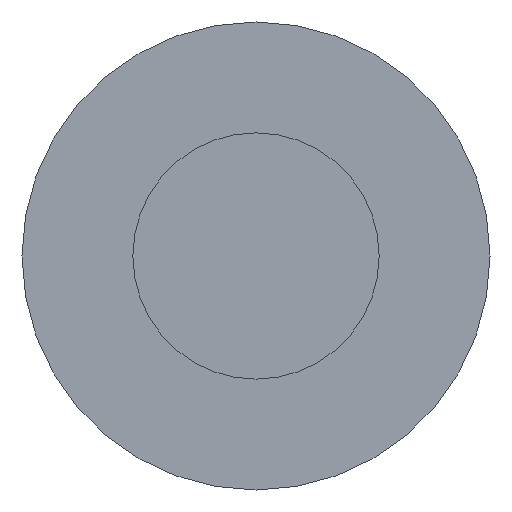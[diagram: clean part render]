
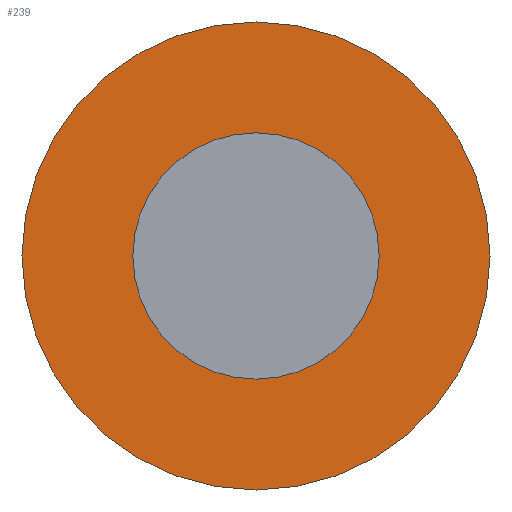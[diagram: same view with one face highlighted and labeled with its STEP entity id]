
A CAD part, front view. The second image highlights one B-rep face of the part: STEP entity #239.
In plain terms, the highlighted planar face has unit normal (0, -1, 0).
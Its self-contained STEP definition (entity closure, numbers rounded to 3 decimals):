
#18 = EDGE_LOOP ( 'NONE', ( #267 ) ) ;
#55 = FACE_OUTER_BOUND ( 'NONE', #18, .T. ) ;
#78 = FACE_BOUND ( 'NONE', #408, .T. ) ;
#82 = CIRCLE ( 'NONE', #176, 1.5 ) ;
#83 = CIRCLE ( 'NONE', #184, 2.85 ) ;
#99 = DIRECTION ( 'NONE',  ( 0., 0., -1. ) ) ;
#107 = PLANE ( 'NONE',  #118 ) ;
#112 = CARTESIAN_POINT ( 'NONE',  ( 0., 0., 0. ) ) ;
#113 = VERTEX_POINT ( 'NONE', #248 ) ;
#118 = AXIS2_PLACEMENT_3D ( 'NONE', #112, #172, #99 ) ;
#119 = DIRECTION ( 'NONE',  ( 0., -1., 0. ) ) ;
#123 = EDGE_CURVE ( 'NONE', #113, #113, #83, .T. ) ;
#130 = EDGE_CURVE ( 'NONE', #192, #192, #82, .T. ) ;
#172 = DIRECTION ( 'NONE',  ( 0., -1., 0. ) ) ;
#176 = AXIS2_PLACEMENT_3D ( 'NONE', #253, #119, #293 ) ;
#184 = AXIS2_PLACEMENT_3D ( 'NONE', #350, #290, #308 ) ;
#192 = VERTEX_POINT ( 'NONE', #246 ) ;
#239 = ADVANCED_FACE ( 'NONE', ( #78, #55 ), #107, .T. ) ;
#246 = CARTESIAN_POINT ( 'NONE',  ( 0., 0., -1.5 ) ) ;
#248 = CARTESIAN_POINT ( 'NONE',  ( 0., 0., -2.85 ) ) ;
#253 = CARTESIAN_POINT ( 'NONE',  ( 0., 0., 0. ) ) ;
#267 = ORIENTED_EDGE ( 'NONE', *, *, #123, .T. ) ;
#290 = DIRECTION ( 'NONE',  ( 0., -1., 0. ) ) ;
#293 = DIRECTION ( 'NONE',  ( 0., 0., -1. ) ) ;
#308 = DIRECTION ( 'NONE',  ( 0., 0., -1. ) ) ;
#349 = ORIENTED_EDGE ( 'NONE', *, *, #130, .F. ) ;
#350 = CARTESIAN_POINT ( 'NONE',  ( 0., 0., 0. ) ) ;
#408 = EDGE_LOOP ( 'NONE', ( #349 ) ) ;
